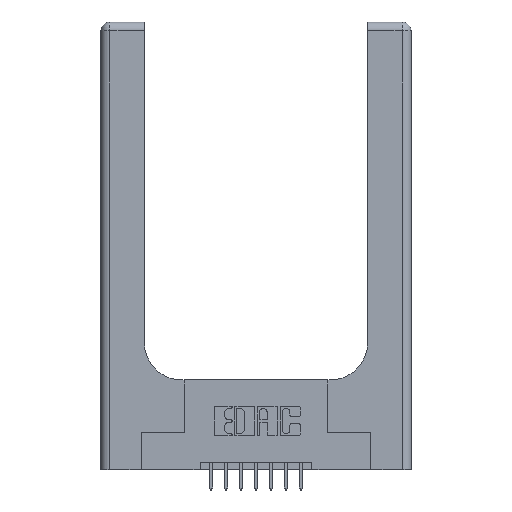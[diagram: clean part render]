
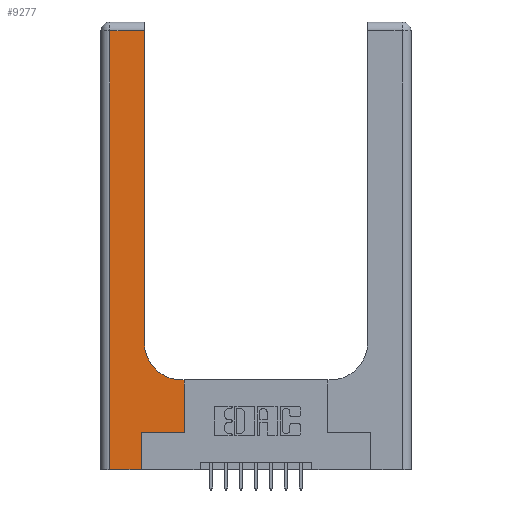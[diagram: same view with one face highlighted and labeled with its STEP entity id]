
A CAD part, top view. The second image highlights one B-rep face of the part: STEP entity #9277.
In plain terms, the highlighted planar face has unit normal (0, 0, 1).
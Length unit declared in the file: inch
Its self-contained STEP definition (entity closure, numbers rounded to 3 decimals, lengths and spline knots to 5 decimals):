
#118 = DIRECTION ( 'NONE',  ( 0., 1., 0. ) ) ;
#255 = VERTEX_POINT ( 'NONE', #1131 ) ;
#303 = CARTESIAN_POINT ( 'NONE',  ( 0.269, 0.25, 0.37 ) ) ;
#812 = DIRECTION ( 'NONE',  ( -1., 0., 0. ) ) ;
#916 = EDGE_CURVE ( 'NONE', #12538, #13263, #6233, .T. ) ;
#1131 = CARTESIAN_POINT ( 'NONE',  ( 0.5415, 0.6, 0.37 ) ) ;
#1162 = ORIENTED_EDGE ( 'NONE', *, *, #10937, .T. ) ;
#1224 = PLANE ( 'NONE',  #1468 ) ;
#1468 = AXIS2_PLACEMENT_3D ( 'NONE', #4894, #9529, #4972 ) ;
#1472 = ORIENTED_EDGE ( 'NONE', *, *, #1476, .T. ) ;
#1476 = EDGE_CURVE ( 'NONE', #13263, #1718, #4432, .T. ) ;
#1708 = VECTOR ( 'NONE', #10400, 39.37008 ) ;
#1718 = VERTEX_POINT ( 'NONE', #5260 ) ;
#2083 = VECTOR ( 'NONE', #14958, 39.37008 ) ;
#2297 = CARTESIAN_POINT ( 'NONE',  ( 0.06, 0., 0.37 ) ) ;
#2644 = DIRECTION ( 'NONE',  ( 0., 0., -1. ) ) ;
#2748 = CARTESIAN_POINT ( 'NONE',  ( 0.2915, 0.6, 0.37 ) ) ;
#2931 = CARTESIAN_POINT ( 'NONE',  ( 0.5585, 0.25, 0.37 ) ) ;
#3108 = EDGE_CURVE ( 'NONE', #8672, #12538, #15461, .T. ) ;
#3198 = EDGE_CURVE ( 'NONE', #1718, #255, #9903, .T. ) ;
#4204 = VERTEX_POINT ( 'NONE', #8422 ) ;
#4233 = ORIENTED_EDGE ( 'NONE', *, *, #9692, .T. ) ;
#4432 = LINE ( 'NONE', #6893, #13253 ) ;
#4473 = CARTESIAN_POINT ( 'NONE',  ( 0.2915, 0.85, 0.37 ) ) ;
#4494 = CARTESIAN_POINT ( 'NONE',  ( 0., 0., 0.37 ) ) ;
#4702 = CARTESIAN_POINT ( 'NONE',  ( 0.269, 0., 0.37 ) ) ;
#4867 = EDGE_CURVE ( 'NONE', #255, #8800, #8862, .T. ) ;
#4894 = CARTESIAN_POINT ( 'NONE',  ( 0., 3., 0.37 ) ) ;
#4939 = EDGE_CURVE ( 'NONE', #8800, #4204, #11339, .T. ) ;
#4951 = CARTESIAN_POINT ( 'NONE',  ( 0.269, 0., 0.37 ) ) ;
#4972 = DIRECTION ( 'NONE',  ( -1., 0., 0. ) ) ;
#5260 = CARTESIAN_POINT ( 'NONE',  ( 0.5585, 0.6, 0.37 ) ) ;
#5303 = CARTESIAN_POINT ( 'NONE',  ( 0.5415, 0.85, 0.37 ) ) ;
#5741 = LINE ( 'NONE', #4494, #6212 ) ;
#5896 = ORIENTED_EDGE ( 'NONE', *, *, #916, .T. ) ;
#6075 = FACE_OUTER_BOUND ( 'NONE', #9199, .T. ) ;
#6212 = VECTOR ( 'NONE', #14148, 39.37008 ) ;
#6233 = LINE ( 'NONE', #303, #15016 ) ;
#6721 = DIRECTION ( 'NONE',  ( 0., 1., 0. ) ) ;
#6893 = CARTESIAN_POINT ( 'NONE',  ( 0.5585, 0.25, 0.37 ) ) ;
#7243 = ORIENTED_EDGE ( 'NONE', *, *, #3198, .T. ) ;
#7671 = DIRECTION ( 'NONE',  ( 1., 0., 0. ) ) ;
#7849 = VERTEX_POINT ( 'NONE', #8629 ) ;
#8080 = ORIENTED_EDGE ( 'NONE', *, *, #4867, .T. ) ;
#8422 = CARTESIAN_POINT ( 'NONE',  ( 0.2915, 2.94, 0.37 ) ) ;
#8629 = CARTESIAN_POINT ( 'NONE',  ( 0.06, 2.94, 0.37 ) ) ;
#8672 = VERTEX_POINT ( 'NONE', #4951 ) ;
#8800 = VERTEX_POINT ( 'NONE', #4473 ) ;
#8862 = CIRCLE ( 'NONE', #9111, 0.25 ) ;
#9111 = AXIS2_PLACEMENT_3D ( 'NONE', #5303, #2644, #11185 ) ;
#9199 = EDGE_LOOP ( 'NONE', ( #14844, #4233, #1162, #13630, #15046, #5896, #1472, #7243, #8080 ) ) ;
#9277 = ADVANCED_FACE ( 'NONE', ( #6075 ), #1224, .F. ) ;
#9375 = CARTESIAN_POINT ( 'NONE',  ( 0.06, 3., 0.37 ) ) ;
#9529 = DIRECTION ( 'NONE',  ( 0., 0., -1. ) ) ;
#9546 = VECTOR ( 'NONE', #118, 39.37008 ) ;
#9692 = EDGE_CURVE ( 'NONE', #4204, #7849, #13961, .T. ) ;
#9803 = VECTOR ( 'NONE', #14603, 39.37008 ) ;
#9903 = LINE ( 'NONE', #2748, #9803 ) ;
#10158 = EDGE_CURVE ( 'NONE', #14882, #8672, #5741, .T. ) ;
#10400 = DIRECTION ( 'NONE',  ( 0., -1., 0. ) ) ;
#10937 = EDGE_CURVE ( 'NONE', #7849, #14882, #12813, .T. ) ;
#11185 = DIRECTION ( 'NONE',  ( 1., 0., 0. ) ) ;
#11339 = LINE ( 'NONE', #13784, #2083 ) ;
#12470 = VECTOR ( 'NONE', #812, 39.37008 ) ;
#12538 = VERTEX_POINT ( 'NONE', #13593 ) ;
#12813 = LINE ( 'NONE', #9375, #1708 ) ;
#12857 = CARTESIAN_POINT ( 'NONE',  ( 0., 2.94, 0.37 ) ) ;
#13253 = VECTOR ( 'NONE', #6721, 39.37008 ) ;
#13263 = VERTEX_POINT ( 'NONE', #2931 ) ;
#13593 = CARTESIAN_POINT ( 'NONE',  ( 0.269, 0.25, 0.37 ) ) ;
#13630 = ORIENTED_EDGE ( 'NONE', *, *, #10158, .T. ) ;
#13784 = CARTESIAN_POINT ( 'NONE',  ( 0.2915, 3., 0.37 ) ) ;
#13961 = LINE ( 'NONE', #12857, #12470 ) ;
#14148 = DIRECTION ( 'NONE',  ( 1., 0., 0. ) ) ;
#14603 = DIRECTION ( 'NONE',  ( -1., 0., 0. ) ) ;
#14844 = ORIENTED_EDGE ( 'NONE', *, *, #4939, .T. ) ;
#14882 = VERTEX_POINT ( 'NONE', #2297 ) ;
#14958 = DIRECTION ( 'NONE',  ( 0., 1., 0. ) ) ;
#15016 = VECTOR ( 'NONE', #7671, 39.37008 ) ;
#15046 = ORIENTED_EDGE ( 'NONE', *, *, #3108, .T. ) ;
#15461 = LINE ( 'NONE', #4702, #9546 ) ;
